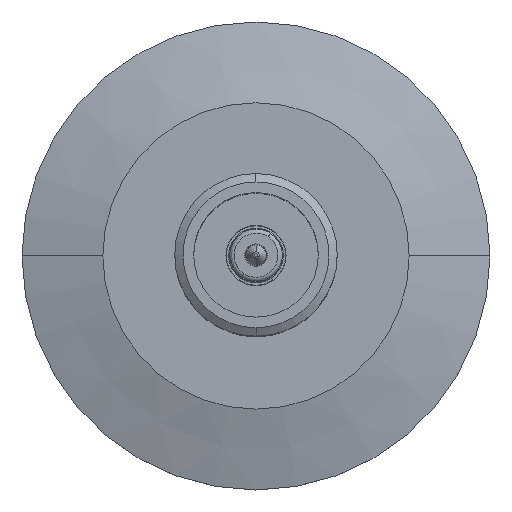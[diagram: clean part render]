
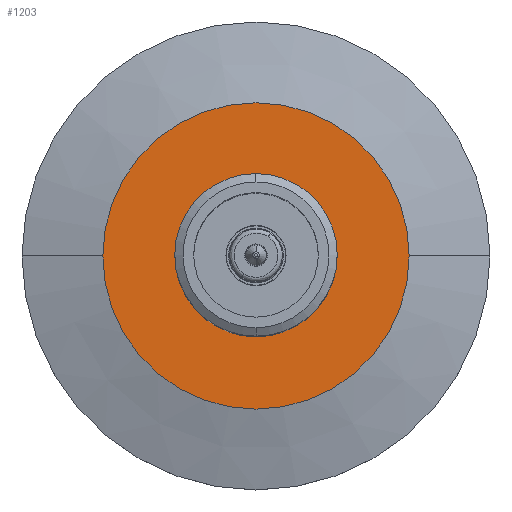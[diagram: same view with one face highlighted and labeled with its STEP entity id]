
A CAD part, top view. The second image highlights one B-rep face of the part: STEP entity #1203.
In plain terms, the highlighted planar face has unit normal (0, 0, 1).
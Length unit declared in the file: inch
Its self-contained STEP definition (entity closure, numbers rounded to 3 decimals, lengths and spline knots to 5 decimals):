
#15 = VERTEX_POINT ( 'NONE', #2273 ) ;
#123 = VERTEX_POINT ( 'NONE', #3205 ) ;
#177 = AXIS2_PLACEMENT_3D ( 'NONE', #852, #860, #857 ) ;
#339 = CARTESIAN_POINT ( 'NONE',  ( 0.25, 0., 0.2 ) ) ;
#340 = CARTESIAN_POINT ( 'NONE',  ( -0.25, 0., 0.2 ) ) ;
#852 = CARTESIAN_POINT ( 'NONE',  ( 0., 0., 0.2 ) ) ;
#857 = DIRECTION ( 'NONE',  ( 1., 0., 0. ) ) ;
#860 = DIRECTION ( 'NONE',  ( 0., 0., 1. ) ) ;
#1203 = ADVANCED_FACE ( 'NONE', ( #2460, #2459 ), #2718, .T. ) ;
#1617 = EDGE_LOOP ( 'NONE', ( #1932, #2009 ) ) ;
#1634 = EDGE_LOOP ( 'NONE', ( #1937, #1939 ) ) ;
#1932 = ORIENTED_EDGE ( 'NONE', *, *, #4004, .T. ) ;
#1937 = ORIENTED_EDGE ( 'NONE', *, *, #4005, .F. ) ;
#1939 = ORIENTED_EDGE ( 'NONE', *, *, #3920, .F. ) ;
#2009 = ORIENTED_EDGE ( 'NONE', *, *, #3927, .T. ) ;
#2273 = CARTESIAN_POINT ( 'NONE',  ( 0.707, 0., 0.2 ) ) ;
#2324 = CIRCLE ( 'NONE', #2327, 0.707 ) ;
#2326 = CIRCLE ( 'NONE', #2330, 0.25 ) ;
#2327 = AXIS2_PLACEMENT_3D ( 'NONE', #3023, #3024, #3025 ) ;
#2330 = AXIS2_PLACEMENT_3D ( 'NONE', #3026, #3027, #3028 ) ;
#2459 = FACE_OUTER_BOUND ( 'NONE', #1617, .T. ) ;
#2460 = FACE_BOUND ( 'NONE', #1634, .T. ) ;
#2718 = PLANE ( 'NONE',  #177 ) ;
#2786 = VERTEX_POINT ( 'NONE', #339 ) ;
#2787 = VERTEX_POINT ( 'NONE', #340 ) ;
#3023 = CARTESIAN_POINT ( 'NONE',  ( 0., 0., 0.2 ) ) ;
#3024 = DIRECTION ( 'NONE',  ( 0., 0., 1. ) ) ;
#3025 = DIRECTION ( 'NONE',  ( 1., 0., 0. ) ) ;
#3026 = CARTESIAN_POINT ( 'NONE',  ( 0., 0., 0.2 ) ) ;
#3027 = DIRECTION ( 'NONE',  ( 0., 0., 1. ) ) ;
#3028 = DIRECTION ( 'NONE',  ( 1., 0., 0. ) ) ;
#3205 = CARTESIAN_POINT ( 'NONE',  ( -0.707, 0., 0.2 ) ) ;
#3417 = AXIS2_PLACEMENT_3D ( 'NONE', #3765, #3766, #3767 ) ;
#3420 = CIRCLE ( 'NONE', #3417, 0.707 ) ;
#3429 = AXIS2_PLACEMENT_3D ( 'NONE', #3743, #3744, #3745 ) ;
#3436 = CIRCLE ( 'NONE', #3429, 0.25 ) ;
#3743 = CARTESIAN_POINT ( 'NONE',  ( 0., 0., 0.2 ) ) ;
#3744 = DIRECTION ( 'NONE',  ( 0., 0., 1. ) ) ;
#3745 = DIRECTION ( 'NONE',  ( 1., 0., 0. ) ) ;
#3765 = CARTESIAN_POINT ( 'NONE',  ( 0., 0., 0.2 ) ) ;
#3766 = DIRECTION ( 'NONE',  ( 0., 0., 1. ) ) ;
#3767 = DIRECTION ( 'NONE',  ( 1., 0., 0. ) ) ;
#3920 = EDGE_CURVE ( 'NONE', #2787, #2786, #3436, .T. ) ;
#3927 = EDGE_CURVE ( 'NONE', #15, #123, #3420, .T. ) ;
#4004 = EDGE_CURVE ( 'NONE', #123, #15, #2324, .T. ) ;
#4005 = EDGE_CURVE ( 'NONE', #2786, #2787, #2326, .T. ) ;
